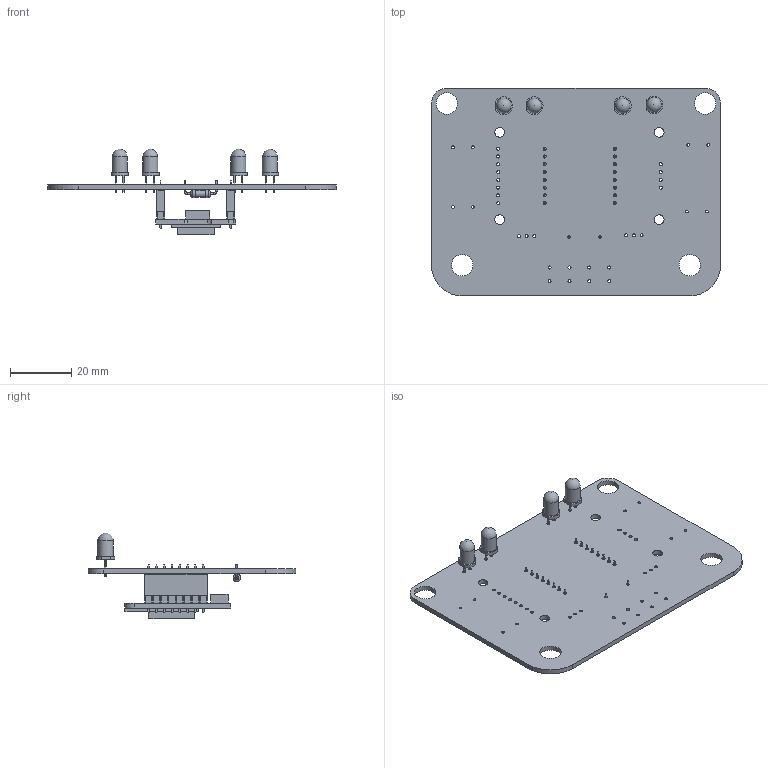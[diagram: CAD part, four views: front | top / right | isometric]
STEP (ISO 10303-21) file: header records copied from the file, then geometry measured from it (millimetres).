
FILE_DESCRIPTION(('KiCad electronic assembly'),'2;1');
FILE_NAME('AsylumWeatherStation.step','2024-12-22T21:41:07',('Pcbnew'),( 'Kicad'),'Open CASCADE STEP processor 7.8','KiCad to STEP converter' ,'Unknown');
FILE_SCHEMA(('AUTOMOTIVE_DESIGN { 1 0 10303 214 1 1 1 1 }'));
Length unit declared in the file: millimetre
Products named in the file (12): AsylumWeatherStation 1; LED_D5.0mm; R_Axial_DIN0207_L6.3mm_D2.5mm_P10.16mm_Horizontal; R_Axial_DIN0207_L63mm_D25mm_P1016mm_Horizontal; wemos_d1_mini_light; PinHeader_1x08_P2.54mm_Vertical; PinHeader_1x08_P254mm_Vertical; PinSocket_1x08_P2.54mm_Vertical; PinSocket_1x08_P254mm_Vertical; AsylumWeatherStation_PCB
Assembly tree (16 placements, depth 3):
  AsylumWeatherStation 1
    LED_D5.0mm  x4
      LED_D5.0mm
    R_Axial_DIN0207_L6.3mm_D2.5mm_P10.16mm_Horizontal
      R_Axial_DIN0207_L63mm_D25mm_P1016mm_Horizontal
    wemos_d1_mini_light
      wemos_d1_mini_light
    PinHeader_1x08_P2.54mm_Vertical  x2
      PinHeader_1x08_P254mm_Vertical
    PinSocket_1x08_P2.54mm_Vertical  x2
      PinSocket_1x08_P254mm_Vertical
    AsylumWeatherStation_PCB
Bounding box: 94.25 x 67.75 x 27.9 mm (x, y, z)
Volume: 13772.6 mm3; surface area: 18291.8 mm2
Topology: 11 solids, 11 shells, 1116 faces, 2797 edges, 1796 vertices
Faces by surface type: plane 1000, cylinder 108, sphere 4, torus 4
Full cylindrical faces by diameter (mm): 0.6 x4, 0.8 x2, 0.9 x8, 0.914 x8, 0.965 x6, 1 x52, 2.25 x1, 2.5 x2, 3.2 x4, 4.9 x4, 7 x4
Entity records: 22502 total; most frequent: CARTESIAN_POINT 3191, ORIENTED_EDGE 3114, DIRECTION 3032, EDGE_CURVE 1557, LINE 1344, VECTOR 1344, VERTEX_POINT 1003, AXIS2_PLACEMENT_3D 844
